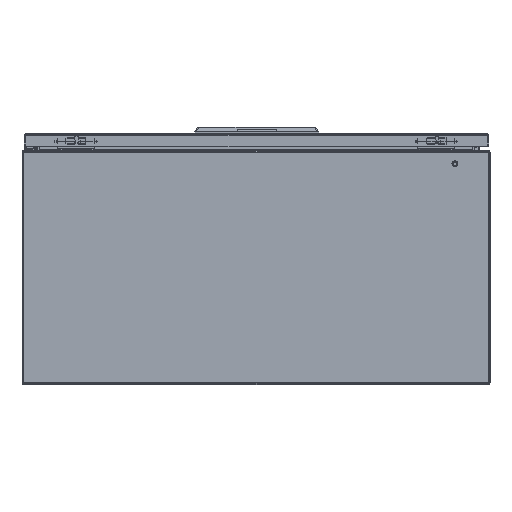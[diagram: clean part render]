
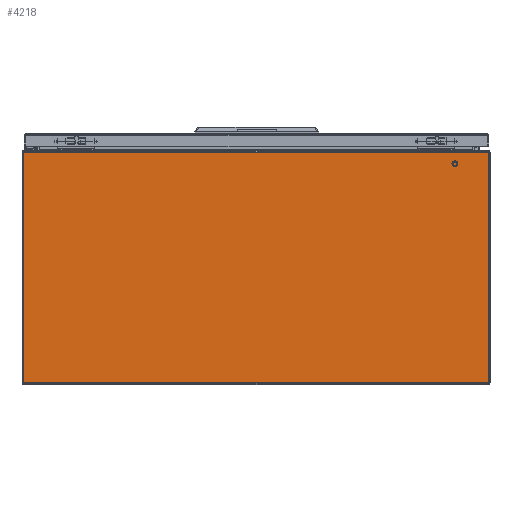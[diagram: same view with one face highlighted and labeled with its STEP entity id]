
A CAD part, left-side view. The second image highlights one B-rep face of the part: STEP entity #4218.
In plain terms, the highlighted planar face has unit normal (-1, 0, 0).
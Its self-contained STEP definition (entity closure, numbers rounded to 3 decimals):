
#482=DIRECTION('',(0.,-1.,0.));
#483=VECTOR('',#482,597.);
#484=CARTESIAN_POINT('',(-500.,298.5,-297.5));
#485=LINE('',#484,#483);
#1170=DIRECTION('',(0.,0.,-1.));
#1171=VECTOR('',#1170,295.);
#1172=CARTESIAN_POINT('',(-500.,298.5,-2.5));
#1173=LINE('',#1172,#1171);
#1174=DIRECTION('',(0.,0.,-1.));
#1175=VECTOR('',#1174,295.);
#1176=CARTESIAN_POINT('',(-500.,-298.5,-2.5));
#1177=LINE('',#1176,#1175);
#1182=DIRECTION('',(0.,-1.,0.));
#1183=VECTOR('',#1182,597.);
#1184=CARTESIAN_POINT('',(-500.,298.5,-2.5));
#1185=LINE('',#1184,#1183);
#1530=CARTESIAN_POINT('',(-500.,298.5,-2.5));
#1531=CARTESIAN_POINT('',(-500.,298.5,-297.5));
#1532=VERTEX_POINT('',#1530);
#1533=VERTEX_POINT('',#1531);
#1565=CARTESIAN_POINT('',(-500.,-298.5,-2.5));
#1566=CARTESIAN_POINT('',(-500.,-298.5,-297.5));
#1567=VERTEX_POINT('',#1565);
#1568=VERTEX_POINT('',#1566);
#4205=CARTESIAN_POINT('',(-500.,300.,0.));
#4206=DIRECTION('',(-1.,0.,0.));
#4207=DIRECTION('',(0.,0.,-1.));
#4208=AXIS2_PLACEMENT_3D('',#4205,#4206,#4207);
#4209=PLANE('',#4208);
#4210=ORIENTED_EDGE('',*,*,#4195,.F.);
#4212=ORIENTED_EDGE('',*,*,#4211,.T.);
#4214=ORIENTED_EDGE('',*,*,#4213,.T.);
#4215=ORIENTED_EDGE('',*,*,#2722,.F.);
#4216=EDGE_LOOP('',(#4210,#4212,#4214,#4215));
#4217=FACE_OUTER_BOUND('',#4216,.F.);
#4218=ADVANCED_FACE('',(#4217),#4209,.T.);
#2722=EDGE_CURVE('',#1533,#1568,#485,.T.);
#4195=EDGE_CURVE('',#1532,#1533,#1173,.T.);
#4211=EDGE_CURVE('',#1532,#1567,#1185,.T.);
#4213=EDGE_CURVE('',#1567,#1568,#1177,.T.);
